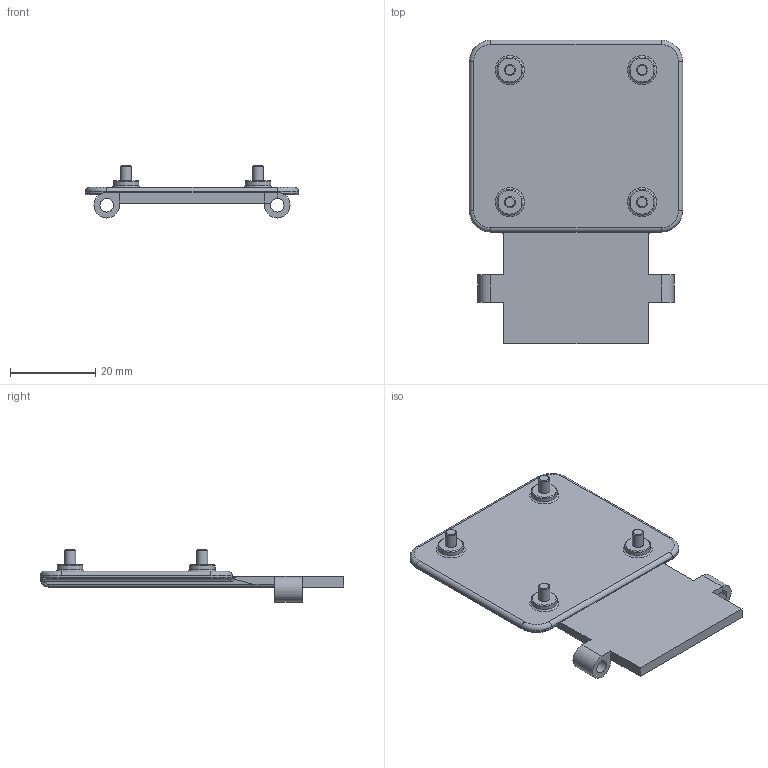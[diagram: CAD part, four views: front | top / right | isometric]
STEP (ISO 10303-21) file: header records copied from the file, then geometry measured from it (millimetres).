
FILE_DESCRIPTION(/* description */ (''),/* implementation_level */ '2;1');
FILE_NAME(/* name */ 'NAZE32 Expansion Shelf.step',/* time_stamp */ '2016-10-15T17:27:52+11:00',/* author */ (''),/* organization */ (''),/* preprocessor_version */ 'ST-DEVELOPER v16.5',/* originating_system */ 'Autodesk Translation Framework v5.2.0.2031',/* authorisation */ '');
FILE_SCHEMA (('AUTOMOTIVE_DESIGN { 1 0 10303 214 3 1 1 }'));
Length unit declared in the file: centimetre
Products named in the file (1): NAZE32 Expansion Shelf v4
Bounding box: 50 x 71.19 x 12.2 mm (x, y, z)
Volume: 7205.7 mm3; surface area: 7940 mm2
Topology: 1 solids, 1 shells, 178 faces, 419 edges, 240 vertices
Faces by surface type: cylinder 69, plane 45, torus 34, bspline 30
Full cylindrical faces by diameter (mm): 2.6 x4, 3.2 x2, 6 x4
Entity records: 5672 total; most frequent: CARTESIAN_POINT 1772, DIRECTION 819, ORIENTED_EDGE 772, EDGE_CURVE 386, AXIS2_PLACEMENT_3D 334, VERTEX_POINT 239, EDGE_LOOP 211, FACE_OUTER_BOUND 178
